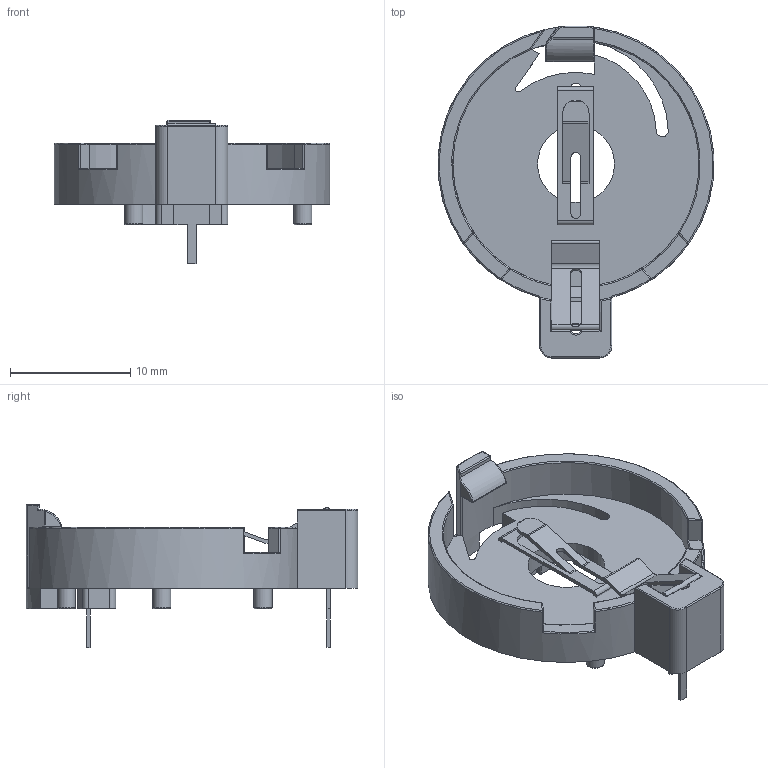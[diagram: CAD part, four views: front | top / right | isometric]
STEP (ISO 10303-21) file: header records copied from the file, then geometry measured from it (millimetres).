
FILE_DESCRIPTION(/* description */ (''),/* implementation_level */ '2;1');
FILE_NAME(/* name */ 'Batteriehalter BH-80A-1 v2.step',/* time_stamp */ '2022-03-16T13:31:01+01:00',/* author */ (''),/* organization */ (''),/* preprocessor_version */ 'ST-DEVELOPER v18.1',/* originating_system */ 'Autodesk Translation Framework v10.13.0.1454',/* authorisation */ '');
FILE_SCHEMA (('AUTOMOTIVE_DESIGN { 1 0 10303 214 3 1 1 }'));
Length unit declared in the file: millimetre
Products named in the file (3): Batteriehalter BH-80A-1; Clamp +; Clamp -
Assembly tree (2 placements, depth 2):
  Batteriehalter BH-80A-1
    Clamp +
    Clamp -
Bounding box: 22.98 x 27.64 x 11.92 mm (x, y, z)
Volume: 1156.2 mm3; surface area: 1938.4 mm2
Topology: 3 solids, 3 shells, 239 faces, 641 edges, 403 vertices
Faces by surface type: plane 107, cylinder 90, torus 25, sphere 16, bspline 1
Full cylindrical faces by diameter (mm): 0.9 x1, 1.5 x3, 6.4 x1
Entity records: 7914 total; most frequent: CARTESIAN_POINT 1723, DIRECTION 1313, ORIENTED_EDGE 1282, EDGE_CURVE 641, AXIS2_PLACEMENT_3D 474, VERTEX_POINT 403, LINE 365, VECTOR 365
